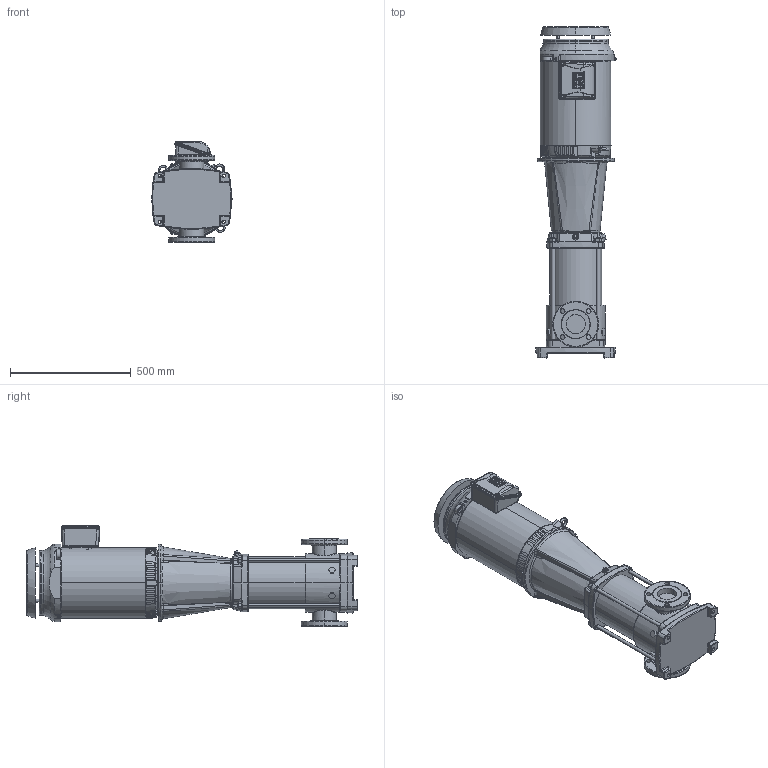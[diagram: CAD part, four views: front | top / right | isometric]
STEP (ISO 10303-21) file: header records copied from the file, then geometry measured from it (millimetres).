
FILE_DESCRIPTION (( 'STEP AP203' ), '1' );
FILE_NAME ('3303118 - MVI-225-3_2-20 HP-254TC-304-E-230_460~3.step', '2022-03-30T19:45:06', ( '' ), ( '' ), 'SwSTEP 2.0', 'SolidWorks 2021', '' );
FILE_SCHEMA (( 'CONFIG_CONTROL_DESIGN' ));
Length unit declared in the file: inch
Products named in the file (5): sbi_n_45-3_2_flange(NEMA); TEFC MOTOR_2700102 - NEMA V2 20 HP 254_6TC 208-230_460~3 TEFC; MVI PEO - [304-EPDM]_3304118 - MVI-225-3_2-20 HP-254TC-304-E-S; 3303118 - MVI-225-3_2-20 HP-254TC-304-E-230_460~3; 2700102 - NEMA V2 20 HP 254_6TC 208-230_460~3 TEFC
Assembly tree (4 placements, depth 3):
  3303118 - MVI-225-3_2-20 HP-254TC-304-E-230_460~3
    MVI PEO - [304-EPDM]_3304118 - MVI-225-3_2-20 HP-254TC-304-E-S
      sbi_n_45-3_2_flange(NEMA)
    TEFC MOTOR_2700102 - NEMA V2 20 HP 254_6TC 208-230_460~3 TEFC
      2700102 - NEMA V2 20 HP 254_6TC 208-230_460~3 TEFC
Bounding box: 332.39 x 1376.3 x 422.49 mm (x, y, z)
Volume: 75611208.2 mm3; surface area: 2064293.4 mm2
Topology: 2 solids, 28 shells, 5755 faces, 15154 edges, 9939 vertices
Faces by surface type: plane 2871, cylinder 2184, bspline 303, cone 279, torus 115, sphere 3
Entity records: 218233 total; most frequent: CARTESIAN_POINT 75834, ORIENTED_EDGE 30238, DIRECTION 28975, EDGE_CURVE 15119, AXIS2_PLACEMENT_3D 10184, VERTEX_POINT 9939, VECTOR 8607, LINE 8607
